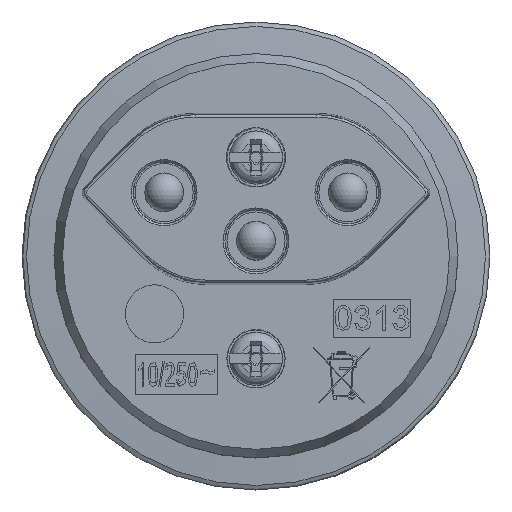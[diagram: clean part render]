
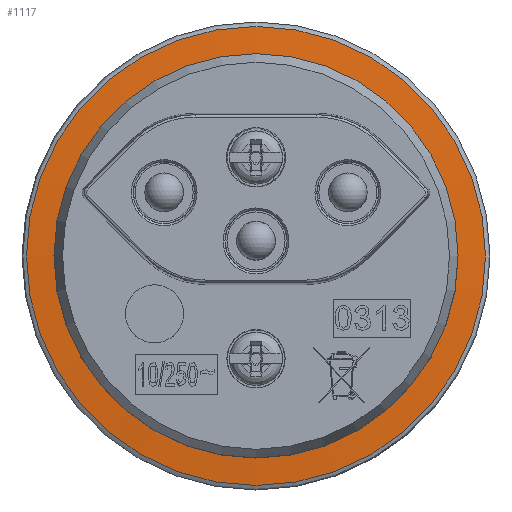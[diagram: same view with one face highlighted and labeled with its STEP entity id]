
A CAD part, top view. The second image highlights one B-rep face of the part: STEP entity #1117.
In plain terms, the highlighted conical face has half-angle 85.668 degrees and reference radius 20.9 mm.
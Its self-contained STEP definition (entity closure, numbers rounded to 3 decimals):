
#1117 = ADVANCED_FACE ( 'NONE', ( #56894, #21868 ), #29957, .T. ) ;
#1605 = CIRCLE ( 'NONE', #24847, 20.9 ) ;
#2759 = CIRCLE ( 'NONE', #23916, 23.738 ) ;
#4622 = DIRECTION ( 'NONE',  ( 0., 0., 1. ) ) ;
#4946 = CARTESIAN_POINT ( 'NONE',  ( 200., 0., -12.25 ) ) ;
#6142 = CARTESIAN_POINT ( 'NONE',  ( 200., 0., -12.465 ) ) ;
#6813 = EDGE_CURVE ( 'NONE', #7040, #7040, #1605, .T. ) ;
#7040 = VERTEX_POINT ( 'NONE', #31867 ) ;
#7885 = ORIENTED_EDGE ( 'NONE', *, *, #9028, .T. ) ;
#9028 = EDGE_CURVE ( 'NONE', #41778, #41778, #2759, .T. ) ;
#11936 = DIRECTION ( 'NONE',  ( -1., 0., 0. ) ) ;
#19169 = DIRECTION ( 'NONE',  ( 1., 0., 0. ) ) ;
#19756 = EDGE_LOOP ( 'NONE', ( #55711 ) ) ;
#21355 = DIRECTION ( 'NONE',  ( 0., 0., 1. ) ) ;
#21597 = CARTESIAN_POINT ( 'NONE',  ( 223.738, 0., -12.465 ) ) ;
#21868 = FACE_OUTER_BOUND ( 'NONE', #47957, .T. ) ;
#23916 = AXIS2_PLACEMENT_3D ( 'NONE', #6142, #21355, #19169 ) ;
#24847 = AXIS2_PLACEMENT_3D ( 'NONE', #4946, #4622, #39371 ) ;
#29957 = CONICAL_SURFACE ( 'NONE', #58439, 20.9, 1.495 ) ;
#31867 = CARTESIAN_POINT ( 'NONE',  ( 179.1, 0., -12.25 ) ) ;
#36749 = CARTESIAN_POINT ( 'NONE',  ( 200., 0., -12.25 ) ) ;
#39371 = DIRECTION ( 'NONE',  ( -1., 0., 0. ) ) ;
#41778 = VERTEX_POINT ( 'NONE', #21597 ) ;
#47957 = EDGE_LOOP ( 'NONE', ( #7885 ) ) ;
#55711 = ORIENTED_EDGE ( 'NONE', *, *, #6813, .F. ) ;
#56571 = DIRECTION ( 'NONE',  ( 0., 0., -1. ) ) ;
#56894 = FACE_BOUND ( 'NONE', #19756, .T. ) ;
#58439 = AXIS2_PLACEMENT_3D ( 'NONE', #36749, #56571, #11936 ) ;
